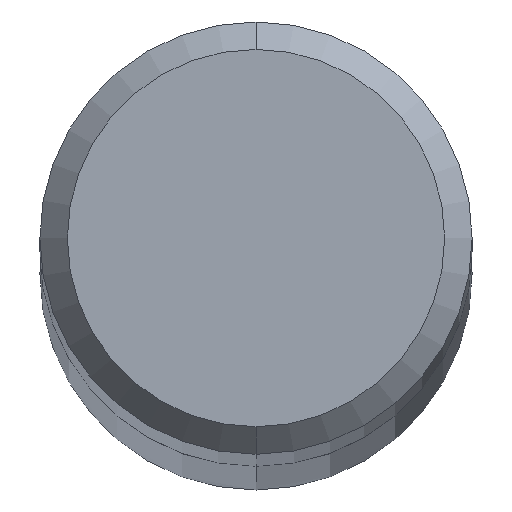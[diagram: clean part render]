
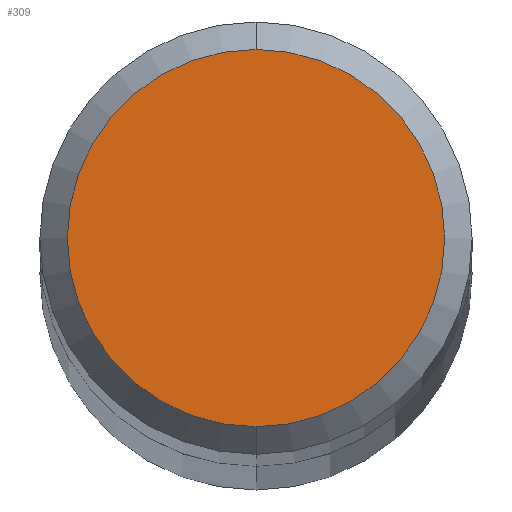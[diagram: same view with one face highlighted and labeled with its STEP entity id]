
A CAD part, top view. The second image highlights one B-rep face of the part: STEP entity #309.
In plain terms, the highlighted planar face has unit normal (0, 0, 1).
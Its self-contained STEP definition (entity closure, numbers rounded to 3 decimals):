
#201=VERTEX_POINT('',#464);
#203=EDGE_CURVE('',#201,#315,#466,.T.);
#229=EDGE_CURVE('',#315,#201,#494,.T.);
#309=ADVANCED_FACE('',(#587),#588,.T.);
#315=VERTEX_POINT('',#594);
#464=CARTESIAN_POINT('',(0.,-2.75,98.0));
#466=CIRCLE('',#795,2.75);
#494=CIRCLE('',#867,2.75);
#587=FACE_OUTER_BOUND('',#1108,.T.);
#588=PLANE('',#1109);
#594=CARTESIAN_POINT('',(0.0,2.75,98.0));
#795=AXIS2_PLACEMENT_3D('',#1318,#1319,#1320);
#867=AXIS2_PLACEMENT_3D('',#1353,#1354,#1355);
#1108=EDGE_LOOP('',(#1495,#1496));
#1109=AXIS2_PLACEMENT_3D('',#1497,#1498,#1499);
#1318=CARTESIAN_POINT('',(0.0,0.0,98.0));
#1319=DIRECTION('',(0.0,0.0,-1.0));
#1320=DIRECTION('',(0.0,1.0,0.0));
#1353=CARTESIAN_POINT('',(0.0,0.0,98.0));
#1354=DIRECTION('',(0.0,0.0,-1.0));
#1355=DIRECTION('',(0.0,1.0,0.0));
#1495=ORIENTED_EDGE('',*,*,#229,.F.);
#1496=ORIENTED_EDGE('',*,*,#203,.F.);
#1497=CARTESIAN_POINT('',(0.0,1.375,98.0));
#1498=DIRECTION('',(0.0,0.0,1.0));
#1499=DIRECTION('',(0.0,-1.0,0.0));
